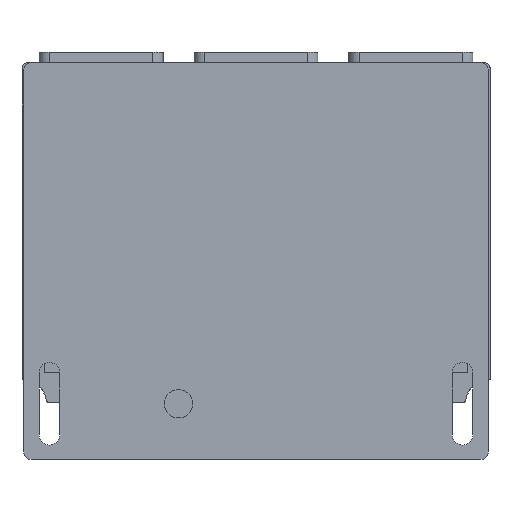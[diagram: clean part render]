
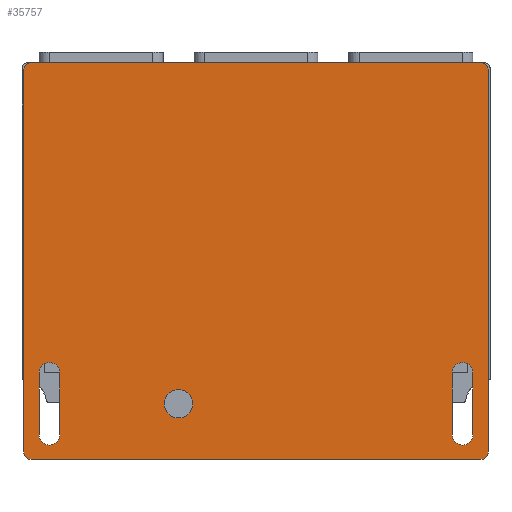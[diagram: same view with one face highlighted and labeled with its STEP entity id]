
A CAD part, front view. The second image highlights one B-rep face of the part: STEP entity #35757.
In plain terms, the highlighted planar face has unit normal (0, -1, 0).
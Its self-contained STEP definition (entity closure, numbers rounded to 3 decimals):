
#34846=CARTESIAN_POINT('',(-15.,-63.5,-14.));
#34847=DIRECTION('',(0.,1.,0.));
#34848=DIRECTION('',(1.,0.,0.));
#34849=AXIS2_PLACEMENT_3D('',#34846,#34847,#34848);
#34851=CARTESIAN_POINT('',(-15.,-63.5,-14.));
#34852=DIRECTION('',(0.,1.,0.));
#34853=DIRECTION('',(-1.,0.,0.));
#34854=AXIS2_PLACEMENT_3D('',#34851,#34852,#34853);
#34856=CARTESIAN_POINT('',(-40.,-63.5,-8.));
#34857=DIRECTION('',(0.,1.,0.));
#34858=DIRECTION('',(-1.,0.,0.));
#34859=AXIS2_PLACEMENT_3D('',#34856,#34857,#34858);
#34861=DIRECTION('',(0.,0.,1.));
#34862=VECTOR('',#34861,12.);
#34863=CARTESIAN_POINT('',(-42.,-63.5,-20.));
#34864=LINE('',#34863,#34862);
#34865=CARTESIAN_POINT('',(-40.,-63.5,-20.));
#34866=DIRECTION('',(0.,1.,0.));
#34867=DIRECTION('',(1.,0.,0.));
#34868=AXIS2_PLACEMENT_3D('',#34865,#34866,#34867);
#34870=DIRECTION('',(0.,0.,-1.));
#34871=VECTOR('',#34870,12.);
#34872=CARTESIAN_POINT('',(-38.,-63.5,-8.));
#34873=LINE('',#34872,#34871);
#34874=CARTESIAN_POINT('',(40.,-63.5,-8.));
#34875=DIRECTION('',(0.,1.,0.));
#34876=DIRECTION('',(-1.,0.,0.));
#34877=AXIS2_PLACEMENT_3D('',#34874,#34875,#34876);
#34879=DIRECTION('',(0.,0.,1.));
#34880=VECTOR('',#34879,12.);
#34881=CARTESIAN_POINT('',(38.,-63.5,-20.));
#34882=LINE('',#34881,#34880);
#34883=CARTESIAN_POINT('',(40.,-63.5,-20.));
#34884=DIRECTION('',(0.,1.,0.));
#34885=DIRECTION('',(1.,0.,0.));
#34886=AXIS2_PLACEMENT_3D('',#34883,#34884,#34885);
#34888=DIRECTION('',(0.,0.,-1.));
#34889=VECTOR('',#34888,12.);
#34890=CARTESIAN_POINT('',(42.,-63.5,-8.));
#34891=LINE('',#34890,#34889);
#34892=DIRECTION('',(-1.,0.,0.));
#34893=VECTOR('',#34892,87.);
#34894=CARTESIAN_POINT('',(43.5,-63.5,52.));
#34895=LINE('',#34894,#34893);
#34896=DIRECTION('',(0.,0.,1.));
#34897=VECTOR('',#34896,73.8);
#34898=CARTESIAN_POINT('',(45.,-63.5,-23.3));
#34899=LINE('',#34898,#34897);
#34900=DIRECTION('',(1.,0.,0.));
#34901=VECTOR('',#34900,87.);
#34902=CARTESIAN_POINT('',(-43.5,-63.5,-24.8));
#34903=LINE('',#34902,#34901);
#34904=DIRECTION('',(0.,0.,-1.));
#34905=VECTOR('',#34904,73.8);
#34906=CARTESIAN_POINT('',(-45.,-63.5,50.5));
#34907=LINE('',#34906,#34905);
#34944=CARTESIAN_POINT('',(-43.5,-63.5,50.5));
#34945=DIRECTION('',(0.,-1.,0.));
#34946=DIRECTION('',(0.,0.,1.));
#34947=AXIS2_PLACEMENT_3D('',#34944,#34945,#34946);
#34962=CARTESIAN_POINT('',(43.5,-63.5,50.5));
#34963=DIRECTION('',(0.,-1.,0.));
#34964=DIRECTION('',(1.,0.,0.));
#34965=AXIS2_PLACEMENT_3D('',#34962,#34963,#34964);
#34980=CARTESIAN_POINT('',(43.5,-63.5,-23.3));
#34981=DIRECTION('',(0.,-1.,0.));
#34982=DIRECTION('',(0.,0.,-1.));
#34983=AXIS2_PLACEMENT_3D('',#34980,#34981,#34982);
#34998=CARTESIAN_POINT('',(-43.5,-63.5,-23.3));
#34999=DIRECTION('',(0.,-1.,0.));
#35000=DIRECTION('',(-1.,0.,0.));
#35001=AXIS2_PLACEMENT_3D('',#34998,#34999,#35000);
#35320=CARTESIAN_POINT('',(-12.25,-63.5,-14.));
#35321=CARTESIAN_POINT('',(-17.75,-63.5,-14.));
#35322=VERTEX_POINT('',#35320);
#35323=VERTEX_POINT('',#35321);
#35324=CARTESIAN_POINT('',(-42.,-63.5,-8.));
#35325=CARTESIAN_POINT('',(-38.,-63.5,-8.));
#35326=VERTEX_POINT('',#35324);
#35327=VERTEX_POINT('',#35325);
#35328=CARTESIAN_POINT('',(-38.,-63.5,-20.));
#35329=VERTEX_POINT('',#35328);
#35330=CARTESIAN_POINT('',(-42.,-63.5,-20.));
#35331=VERTEX_POINT('',#35330);
#35332=CARTESIAN_POINT('',(38.,-63.5,-8.));
#35333=CARTESIAN_POINT('',(42.,-63.5,-8.));
#35334=VERTEX_POINT('',#35332);
#35335=VERTEX_POINT('',#35333);
#35336=CARTESIAN_POINT('',(42.,-63.5,-20.));
#35337=VERTEX_POINT('',#35336);
#35338=CARTESIAN_POINT('',(38.,-63.5,-20.));
#35339=VERTEX_POINT('',#35338);
#35372=CARTESIAN_POINT('',(-43.5,-63.5,52.));
#35374=VERTEX_POINT('',#35372);
#35376=CARTESIAN_POINT('',(-45.,-63.5,50.5));
#35377=VERTEX_POINT('',#35376);
#35380=CARTESIAN_POINT('',(-45.,-63.5,-23.3));
#35382=VERTEX_POINT('',#35380);
#35384=CARTESIAN_POINT('',(-43.5,-63.5,-24.8));
#35385=VERTEX_POINT('',#35384);
#35388=CARTESIAN_POINT('',(45.,-63.5,50.5));
#35390=VERTEX_POINT('',#35388);
#35392=CARTESIAN_POINT('',(43.5,-63.5,52.));
#35393=VERTEX_POINT('',#35392);
#35396=CARTESIAN_POINT('',(43.5,-63.5,-24.8));
#35398=VERTEX_POINT('',#35396);
#35400=CARTESIAN_POINT('',(45.,-63.5,-23.3));
#35401=VERTEX_POINT('',#35400);
#35710=CARTESIAN_POINT('',(41.,-63.5,-55.2));
#35711=DIRECTION('',(0.,-1.,0.));
#35712=DIRECTION('',(1.,0.,0.));
#35713=AXIS2_PLACEMENT_3D('',#35710,#35711,#35712);
#35714=PLANE('',#35713);
#35716=ORIENTED_EDGE('',*,*,#35715,.F.);
#35718=ORIENTED_EDGE('',*,*,#35717,.F.);
#35720=ORIENTED_EDGE('',*,*,#35719,.F.);
#35722=ORIENTED_EDGE('',*,*,#35721,.F.);
#35724=ORIENTED_EDGE('',*,*,#35723,.F.);
#35726=ORIENTED_EDGE('',*,*,#35725,.F.);
#35728=ORIENTED_EDGE('',*,*,#35727,.F.);
#35730=ORIENTED_EDGE('',*,*,#35729,.F.);
#35731=EDGE_LOOP('',(#35716,#35718,#35720,#35722,#35724,#35726,#35728,#35730));
#35732=FACE_OUTER_BOUND('',#35731,.F.);
#35734=ORIENTED_EDGE('',*,*,#35733,.F.);
#35736=ORIENTED_EDGE('',*,*,#35735,.F.);
#35738=ORIENTED_EDGE('',*,*,#35737,.F.);
#35740=ORIENTED_EDGE('',*,*,#35739,.F.);
#35741=EDGE_LOOP('',(#35734,#35736,#35738,#35740));
#35742=FACE_BOUND('',#35741,.F.);
#35744=ORIENTED_EDGE('',*,*,#35743,.F.);
#35746=ORIENTED_EDGE('',*,*,#35745,.F.);
#35748=ORIENTED_EDGE('',*,*,#35747,.F.);
#35750=ORIENTED_EDGE('',*,*,#35749,.F.);
#35751=EDGE_LOOP('',(#35744,#35746,#35748,#35750));
#35752=FACE_BOUND('',#35751,.F.);
#35753=ORIENTED_EDGE('',*,*,#35690,.F.);
#35754=ORIENTED_EDGE('',*,*,#35704,.F.);
#35755=EDGE_LOOP('',(#35753,#35754));
#35756=FACE_BOUND('',#35755,.F.);
#35757=ADVANCED_FACE('',(#35732,#35742,#35752,#35756),#35714,.T.);
#34850=CIRCLE('',#34849,2.75);
#34855=CIRCLE('',#34854,2.75);
#34860=CIRCLE('',#34859,2.);
#34869=CIRCLE('',#34868,2.);
#34878=CIRCLE('',#34877,2.);
#34887=CIRCLE('',#34886,2.);
#34948=CIRCLE('',#34947,1.5);
#34966=CIRCLE('',#34965,1.5);
#34984=CIRCLE('',#34983,1.5);
#35002=CIRCLE('',#35001,1.5);
#35690=EDGE_CURVE('',#35322,#35323,#34850,.T.);
#35704=EDGE_CURVE('',#35323,#35322,#34855,.T.);
#35715=EDGE_CURVE('',#35374,#35377,#34948,.T.);
#35717=EDGE_CURVE('',#35393,#35374,#34895,.T.);
#35719=EDGE_CURVE('',#35390,#35393,#34966,.T.);
#35721=EDGE_CURVE('',#35401,#35390,#34899,.T.);
#35723=EDGE_CURVE('',#35398,#35401,#34984,.T.);
#35725=EDGE_CURVE('',#35385,#35398,#34903,.T.);
#35727=EDGE_CURVE('',#35382,#35385,#35002,.T.);
#35729=EDGE_CURVE('',#35377,#35382,#34907,.T.);
#35733=EDGE_CURVE('',#35326,#35327,#34860,.T.);
#35735=EDGE_CURVE('',#35331,#35326,#34864,.T.);
#35737=EDGE_CURVE('',#35329,#35331,#34869,.T.);
#35739=EDGE_CURVE('',#35327,#35329,#34873,.T.);
#35743=EDGE_CURVE('',#35334,#35335,#34878,.T.);
#35745=EDGE_CURVE('',#35339,#35334,#34882,.T.);
#35747=EDGE_CURVE('',#35337,#35339,#34887,.T.);
#35749=EDGE_CURVE('',#35335,#35337,#34891,.T.);
